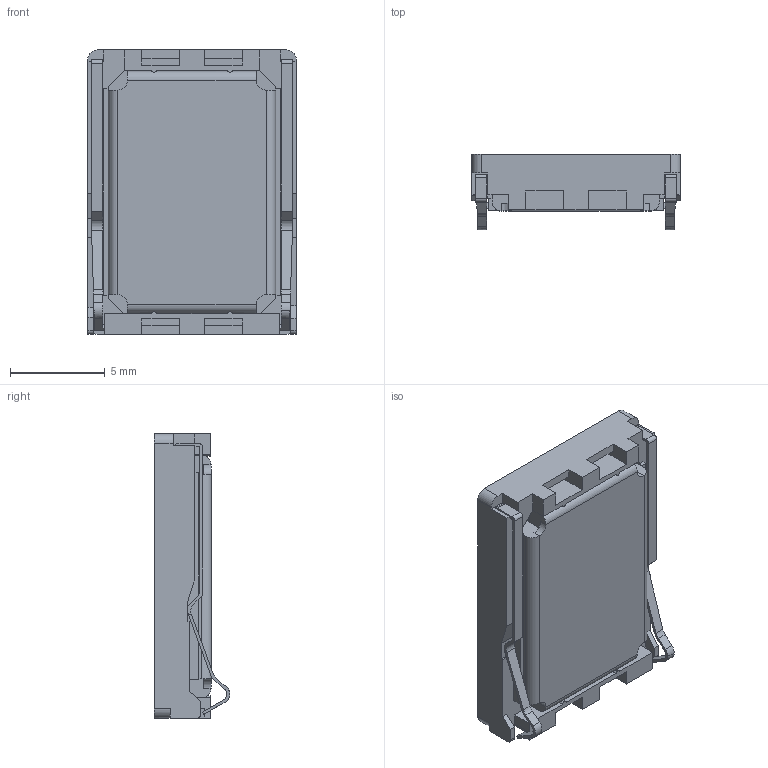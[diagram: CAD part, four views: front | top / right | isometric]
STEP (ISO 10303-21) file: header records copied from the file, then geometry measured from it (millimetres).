
FILE_DESCRIPTION (( 'STEP AP203' ), '1' );
FILE_NAME ('CUI_DEVICES_CMS-15113-078S.step', '2020-09-29T16:45:11', ( 'EC2' ), ( 'Amazon.com' ), 'SwSTEP 2.0', 'SolidWorks 2020', '' );
FILE_SCHEMA (( 'CONFIG_CONTROL_DESIGN' ));
Length unit declared in the file: inch
Products named in the file (1): CUI_DEVICES_CMS-15113-078S
Bounding box: 11 x 3.98 x 15 mm (x, y, z)
Volume: 421.8 mm3; surface area: 629.4 mm2
Topology: 1 solids, 1 shells, 214 faces, 640 edges, 423 vertices
Faces by surface type: plane 155, cylinder 47, bspline 12
Entity records: 7537 total; most frequent: CARTESIAN_POINT 1730, ORIENTED_EDGE 1280, DIRECTION 1086, EDGE_CURVE 640, VECTOR 520, LINE 520, VERTEX_POINT 423, AXIS2_PLACEMENT_3D 283
